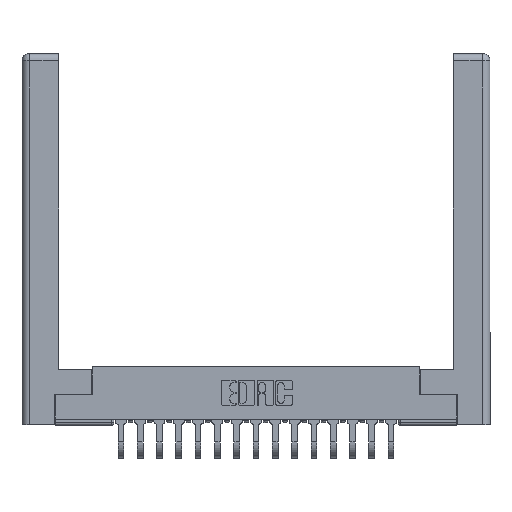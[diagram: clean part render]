
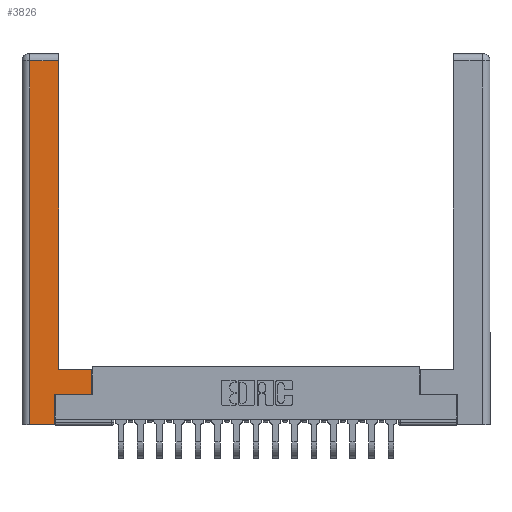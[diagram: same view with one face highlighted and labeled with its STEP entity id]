
A CAD part, top view. The second image highlights one B-rep face of the part: STEP entity #3826.
In plain terms, the highlighted planar face has unit normal (0, 0, 1).
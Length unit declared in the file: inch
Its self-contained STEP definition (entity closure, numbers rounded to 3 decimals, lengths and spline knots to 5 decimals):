
#273 = VECTOR ( 'NONE', #18935, 39.37008 ) ;
#298 = LINE ( 'NONE', #13232, #7526 ) ;
#699 = CARTESIAN_POINT ( 'NONE',  ( 0.0615, 2.94, 0. ) ) ;
#947 = EDGE_CURVE ( 'NONE', #14561, #18379, #17426, .T. ) ;
#1010 = VECTOR ( 'NONE', #15433, 39.37008 ) ;
#1060 = VECTOR ( 'NONE', #15069, 39.37008 ) ;
#1699 = VERTEX_POINT ( 'NONE', #12211 ) ;
#1700 = DIRECTION ( 'NONE',  ( 0., 1., 0. ) ) ;
#1723 = AXIS2_PLACEMENT_3D ( 'NONE', #18764, #5636, #14270 ) ;
#2580 = ORIENTED_EDGE ( 'NONE', *, *, #17042, .T. ) ;
#3219 = ORIENTED_EDGE ( 'NONE', *, *, #14709, .T. ) ;
#3413 = LINE ( 'NONE', #8976, #3610 ) ;
#3593 = EDGE_CURVE ( 'NONE', #10790, #14561, #298, .T. ) ;
#3610 = VECTOR ( 'NONE', #1700, 39.37008 ) ;
#3663 = CARTESIAN_POINT ( 'NONE',  ( 0.295, 3., 0. ) ) ;
#3826 = ADVANCED_FACE ( 'NONE', ( #7066 ), #13768, .F. ) ;
#4013 = DIRECTION ( 'NONE',  ( -1., 0., 0. ) ) ;
#5232 = EDGE_CURVE ( 'NONE', #18379, #13147, #17948, .T. ) ;
#5412 = VERTEX_POINT ( 'NONE', #8540 ) ;
#5634 = CARTESIAN_POINT ( 'NONE',  ( 0.565, 0.45, 0. ) ) ;
#5636 = DIRECTION ( 'NONE',  ( 0., 0., -1. ) ) ;
#6556 = ORIENTED_EDGE ( 'NONE', *, *, #12722, .T. ) ;
#6853 = VECTOR ( 'NONE', #4013, 39.37008 ) ;
#7066 = FACE_OUTER_BOUND ( 'NONE', #13288, .T. ) ;
#7482 = DIRECTION ( 'NONE',  ( 0., 1., 0. ) ) ;
#7526 = VECTOR ( 'NONE', #7482, 39.37008 ) ;
#7609 = CARTESIAN_POINT ( 'NONE',  ( 0.0615, 2.94, 0. ) ) ;
#7647 = EDGE_CURVE ( 'NONE', #10793, #1699, #10407, .T. ) ;
#8011 = EDGE_CURVE ( 'NONE', #5412, #10790, #11867, .T. ) ;
#8440 = CARTESIAN_POINT ( 'NONE',  ( 0.0615, 0., 0. ) ) ;
#8540 = CARTESIAN_POINT ( 'NONE',  ( 0.265, 0.245, 0. ) ) ;
#8976 = CARTESIAN_POINT ( 'NONE',  ( 0.265, 0.245, 0. ) ) ;
#9076 = ORIENTED_EDGE ( 'NONE', *, *, #7647, .T. ) ;
#9343 = VECTOR ( 'NONE', #10904, 39.37008 ) ;
#9543 = ORIENTED_EDGE ( 'NONE', *, *, #5232, .T. ) ;
#9681 = VECTOR ( 'NONE', #11744, 39.37008 ) ;
#9872 = CARTESIAN_POINT ( 'NONE',  ( 0.565, 0.245, 0. ) ) ;
#10407 = LINE ( 'NONE', #11559, #9681 ) ;
#10790 = VERTEX_POINT ( 'NONE', #9872 ) ;
#10793 = VERTEX_POINT ( 'NONE', #8440 ) ;
#10904 = DIRECTION ( 'NONE',  ( 1., 0., 0. ) ) ;
#10949 = ORIENTED_EDGE ( 'NONE', *, *, #3593, .T. ) ;
#11559 = CARTESIAN_POINT ( 'NONE',  ( 0.265, 0., 0. ) ) ;
#11744 = DIRECTION ( 'NONE',  ( 1., 0., 0. ) ) ;
#11867 = LINE ( 'NONE', #18287, #9343 ) ;
#12019 = LINE ( 'NONE', #7609, #273 ) ;
#12211 = CARTESIAN_POINT ( 'NONE',  ( 0.265, 0., 0. ) ) ;
#12215 = VERTEX_POINT ( 'NONE', #699 ) ;
#12722 = EDGE_CURVE ( 'NONE', #12215, #10793, #18309, .T. ) ;
#12918 = CARTESIAN_POINT ( 'NONE',  ( 0.295, 0.45, 0. ) ) ;
#13147 = VERTEX_POINT ( 'NONE', #13788 ) ;
#13232 = CARTESIAN_POINT ( 'NONE',  ( 0.565, 0.45, 0. ) ) ;
#13288 = EDGE_LOOP ( 'NONE', ( #9543, #2580, #6556, #9076, #3219, #15862, #10949, #14272 ) ) ;
#13768 = PLANE ( 'NONE',  #1723 ) ;
#13788 = CARTESIAN_POINT ( 'NONE',  ( 0.295, 2.94, 0. ) ) ;
#14270 = DIRECTION ( 'NONE',  ( -1., 0., 0. ) ) ;
#14272 = ORIENTED_EDGE ( 'NONE', *, *, #947, .T. ) ;
#14364 = CARTESIAN_POINT ( 'NONE',  ( 0.295, 0.45, 0. ) ) ;
#14561 = VERTEX_POINT ( 'NONE', #5634 ) ;
#14709 = EDGE_CURVE ( 'NONE', #1699, #5412, #3413, .T. ) ;
#15069 = DIRECTION ( 'NONE',  ( 0., 1., 0. ) ) ;
#15433 = DIRECTION ( 'NONE',  ( 0., -1., 0. ) ) ;
#15862 = ORIENTED_EDGE ( 'NONE', *, *, #8011, .T. ) ;
#16869 = CARTESIAN_POINT ( 'NONE',  ( 0.0615, 0., 0. ) ) ;
#17042 = EDGE_CURVE ( 'NONE', #13147, #12215, #12019, .T. ) ;
#17426 = LINE ( 'NONE', #12918, #6853 ) ;
#17948 = LINE ( 'NONE', #3663, #1060 ) ;
#18287 = CARTESIAN_POINT ( 'NONE',  ( 0.565, 0.245, 0. ) ) ;
#18309 = LINE ( 'NONE', #16869, #1010 ) ;
#18379 = VERTEX_POINT ( 'NONE', #14364 ) ;
#18764 = CARTESIAN_POINT ( 'NONE',  ( 0., 0., 0. ) ) ;
#18935 = DIRECTION ( 'NONE',  ( -1., 0., 0. ) ) ;
